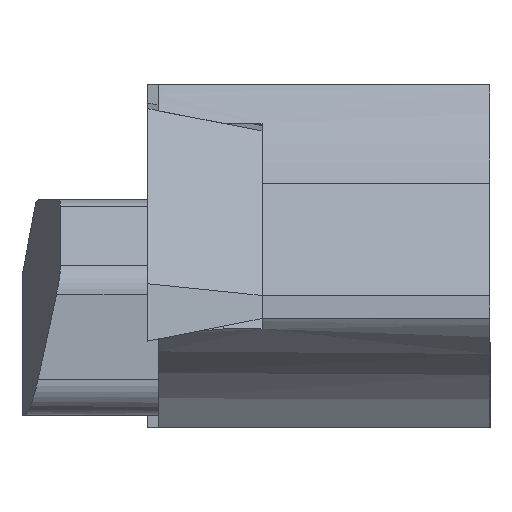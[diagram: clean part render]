
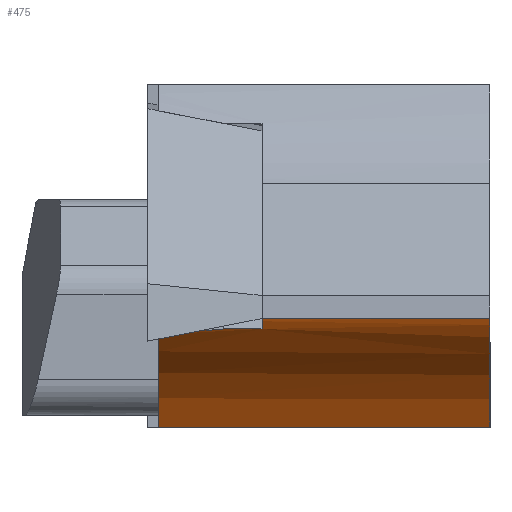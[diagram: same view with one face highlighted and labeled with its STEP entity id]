
A CAD part, left-side view. The second image highlights one B-rep face of the part: STEP entity #475.
In plain terms, the highlighted cylindrical face has radius 6.1 mm (diameter 12.2 mm), a partial arc.
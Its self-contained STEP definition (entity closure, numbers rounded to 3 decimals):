
#56 = VERTEX_POINT ( 'NONE', #1659 ) ;
#127 = EDGE_LOOP ( 'NONE', ( #552, #1470, #1655, #1143, #394, #1075, #1454, #1187 ) ) ;
#137 = CARTESIAN_POINT ( 'NONE',  ( -88.36, -0.3, -19.05 ) ) ;
#216 = EDGE_CURVE ( 'NONE', #629, #336, #1451, .T. ) ;
#218 = VECTOR ( 'NONE', #1416, 1000. ) ;
#225 = CYLINDRICAL_SURFACE ( 'NONE', #858, 6.1 ) ;
#240 = EDGE_CURVE ( 'NONE', #941, #1359, #870, .T. ) ;
#262 = EDGE_CURVE ( 'NONE', #383, #660, #817, .T. ) ;
#265 = CARTESIAN_POINT ( 'NONE',  ( -93.639, -3.18, -15.929 ) ) ;
#294 = DIRECTION ( 'NONE',  ( 0., 0., 1. ) ) ;
#311 = CARTESIAN_POINT ( 'NONE',  ( -91.161, -0.3, -16.475 ) ) ;
#336 = VERTEX_POINT ( 'NONE', #359 ) ;
#343 = EDGE_CURVE ( 'NONE', #629, #56, #891, .T. ) ;
#359 = CARTESIAN_POINT ( 'NONE',  ( -91.54, -3.18, -16.318 ) ) ;
#383 = VERTEX_POINT ( 'NONE', #265 ) ;
#385 = EDGE_CURVE ( 'NONE', #941, #648, #1182, .T. ) ;
#394 = ORIENTED_EDGE ( 'NONE', *, *, #343, .T. ) ;
#397 = CARTESIAN_POINT ( 'NONE',  ( -93.684, -9.525, -15.929 ) ) ;
#434 = CARTESIAN_POINT ( 'NONE',  ( -88.36, -9.525, -19.05 ) ) ;
#442 = CARTESIAN_POINT ( 'NONE',  ( -91.412, -1.512, -16.366 ) ) ;
#475 = ADVANCED_FACE ( 'NONE', ( #781 ), #225, .F. ) ;
#503 = LINE ( 'NONE', #1282, #218 ) ;
#545 = DIRECTION ( 'NONE',  ( 0., -1., 0. ) ) ;
#552 = ORIENTED_EDGE ( 'NONE', *, *, #773, .F. ) ;
#629 = VERTEX_POINT ( 'NONE', #1008 ) ;
#632 = DIRECTION ( 'NONE',  ( 0., 0., -1. ) ) ;
#648 = VERTEX_POINT ( 'NONE', #397 ) ;
#660 = VERTEX_POINT ( 'NONE', #1122 ) ;
#714 = DIRECTION ( 'NONE',  ( 0., -1., 0. ) ) ;
#717 = DIRECTION ( 'NONE',  ( 0., 0., -1. ) ) ;
#719 = EDGE_CURVE ( 'NONE', #336, #383, #1398, .T. ) ;
#721 = VECTOR ( 'NONE', #827, 1000. ) ;
#729 = AXIS2_PLACEMENT_3D ( 'NONE', #828, #714, #632 ) ;
#757 = CIRCLE ( 'NONE', #916, 6.1 ) ;
#760 = AXIS2_PLACEMENT_3D ( 'NONE', #1321, #545, #294 ) ;
#773 = EDGE_CURVE ( 'NONE', #660, #648, #503, .T. ) ;
#774 = CARTESIAN_POINT ( 'NONE',  ( -93.684, 126.129, -22.029 ) ) ;
#781 = FACE_OUTER_BOUND ( 'NONE', #127, .T. ) ;
#817 = CIRCLE ( 'NONE', #729, 6.1 ) ;
#827 = DIRECTION ( 'NONE',  ( 0., 1., 0. ) ) ;
#828 = CARTESIAN_POINT ( 'NONE',  ( -93.684, -3.18, -22.029 ) ) ;
#858 = AXIS2_PLACEMENT_3D ( 'NONE', #774, #1584, #1113 ) ;
#870 = LINE ( 'NONE', #1325, #721 ) ;
#891 =( BOUNDED_CURVE ( )  B_SPLINE_CURVE ( 3, ( #974, #442, #1220, #311 ),
 .UNSPECIFIED., .F., .F. ) 
 B_SPLINE_CURVE_WITH_KNOTS ( ( 4, 4 ),
 ( 0.987, 1.055 ),
 .UNSPECIFIED. ) 
 CURVE ( )  GEOMETRIC_REPRESENTATION_ITEM ( )  RATIONAL_B_SPLINE_CURVE ( ( 1., 1., 1., 1. ) ) 
 REPRESENTATION_ITEM ( '' )  );
#916 = AXIS2_PLACEMENT_3D ( 'NONE', #1252, #1462, #1211 ) ;
#941 = VERTEX_POINT ( 'NONE', #434 ) ;
#974 = CARTESIAN_POINT ( 'NONE',  ( -91.54, -2.099, -16.318 ) ) ;
#1008 = CARTESIAN_POINT ( 'NONE',  ( -91.54, -2.099, -16.318 ) ) ;
#1075 = ORIENTED_EDGE ( 'NONE', *, *, #1499, .T. ) ;
#1113 = DIRECTION ( 'NONE',  ( 0., 0., 1. ) ) ;
#1122 = CARTESIAN_POINT ( 'NONE',  ( -93.684, -3.18, -15.929 ) ) ;
#1143 = ORIENTED_EDGE ( 'NONE', *, *, #216, .F. ) ;
#1174 = CARTESIAN_POINT ( 'NONE',  ( -91.54, 126.129, -16.318 ) ) ;
#1182 = CIRCLE ( 'NONE', #1188, 6.1 ) ;
#1187 = ORIENTED_EDGE ( 'NONE', *, *, #385, .T. ) ;
#1188 = AXIS2_PLACEMENT_3D ( 'NONE', #1479, #1473, #717 ) ;
#1211 = DIRECTION ( 'NONE',  ( 0., 0., -1. ) ) ;
#1220 = CARTESIAN_POINT ( 'NONE',  ( -91.285, -0.912, -16.418 ) ) ;
#1221 = VECTOR ( 'NONE', #1350, 1000. ) ;
#1252 = CARTESIAN_POINT ( 'NONE',  ( -93.684, -0.3, -22.029 ) ) ;
#1282 = CARTESIAN_POINT ( 'NONE',  ( -93.684, 126.129, -15.929 ) ) ;
#1321 = CARTESIAN_POINT ( 'NONE',  ( -93.684, -3.18, -22.029 ) ) ;
#1325 = CARTESIAN_POINT ( 'NONE',  ( -88.36, 126.129, -19.05 ) ) ;
#1350 = DIRECTION ( 'NONE',  ( 0., -1., 0. ) ) ;
#1359 = VERTEX_POINT ( 'NONE', #137 ) ;
#1398 = CIRCLE ( 'NONE', #760, 6.1 ) ;
#1416 = DIRECTION ( 'NONE',  ( 0., -1., 0. ) ) ;
#1451 = LINE ( 'NONE', #1174, #1221 ) ;
#1454 = ORIENTED_EDGE ( 'NONE', *, *, #240, .F. ) ;
#1462 = DIRECTION ( 'NONE',  ( 0., 1., 0. ) ) ;
#1470 = ORIENTED_EDGE ( 'NONE', *, *, #262, .F. ) ;
#1473 = DIRECTION ( 'NONE',  ( 0., -1., 0. ) ) ;
#1479 = CARTESIAN_POINT ( 'NONE',  ( -93.684, -9.525, -22.029 ) ) ;
#1499 = EDGE_CURVE ( 'NONE', #56, #1359, #757, .T. ) ;
#1584 = DIRECTION ( 'NONE',  ( 0., -1., 0. ) ) ;
#1655 = ORIENTED_EDGE ( 'NONE', *, *, #719, .F. ) ;
#1659 = CARTESIAN_POINT ( 'NONE',  ( -91.161, -0.3, -16.475 ) ) ;
